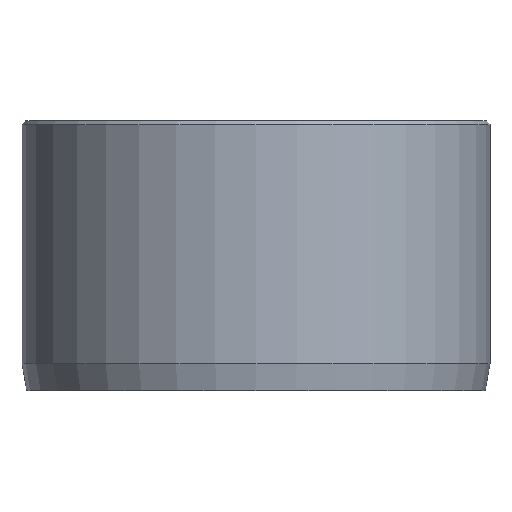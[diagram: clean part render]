
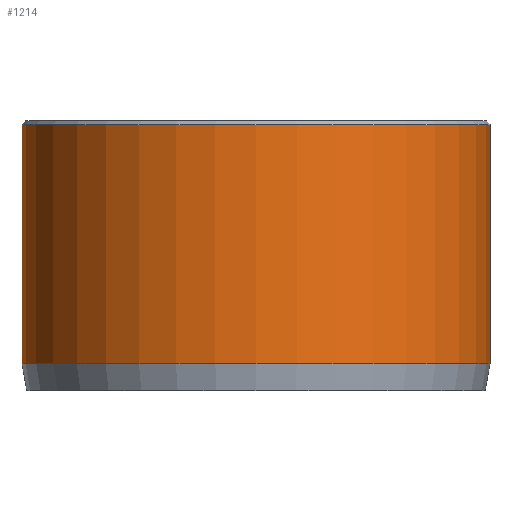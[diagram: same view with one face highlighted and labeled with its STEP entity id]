
A CAD part, front view. The second image highlights one B-rep face of the part: STEP entity #1214.
In plain terms, the highlighted cylindrical face has radius 13 mm (diameter 26 mm), a partial arc.
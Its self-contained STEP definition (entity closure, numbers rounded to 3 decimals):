
#3 = AXIS2_PLACEMENT_3D ( 'NONE', #741, #132, #1042 ) ;
#31 = ORIENTED_EDGE ( 'NONE', *, *, #891, .T. ) ;
#71 = CARTESIAN_POINT ( 'NONE',  ( 0., 0., 14.8 ) ) ;
#91 = DIRECTION ( 'NONE',  ( 0., 0., -1. ) ) ;
#105 = VERTEX_POINT ( 'NONE', #886 ) ;
#132 = DIRECTION ( 'NONE',  ( 0., 0., -1. ) ) ;
#172 = ORIENTED_EDGE ( 'NONE', *, *, #1153, .T. ) ;
#180 = VERTEX_POINT ( 'NONE', #508 ) ;
#182 = DIRECTION ( 'NONE',  ( 1., 0., 0. ) ) ;
#320 = CARTESIAN_POINT ( 'NONE',  ( -13., 0., 14.8 ) ) ;
#338 = DIRECTION ( 'NONE',  ( 0., 0., -1. ) ) ;
#348 = FACE_OUTER_BOUND ( 'NONE', #1135, .T. ) ;
#368 = CIRCLE ( 'NONE', #1040, 13. ) ;
#379 = ORIENTED_EDGE ( 'NONE', *, *, #955, .F. ) ;
#418 = ORIENTED_EDGE ( 'NONE', *, *, #1152, .T. ) ;
#496 = VERTEX_POINT ( 'NONE', #648 ) ;
#508 = CARTESIAN_POINT ( 'NONE',  ( 13., 0., 14.8 ) ) ;
#540 = VECTOR ( 'NONE', #91, 1000. ) ;
#541 = CARTESIAN_POINT ( 'NONE',  ( 0., 0., 1.5 ) ) ;
#616 = VECTOR ( 'NONE', #338, 1000. ) ;
#641 = DIRECTION ( 'NONE',  ( 1., 0., 0. ) ) ;
#645 = CIRCLE ( 'NONE', #970, 13. ) ;
#648 = CARTESIAN_POINT ( 'NONE',  ( -13., 0., 1.5 ) ) ;
#741 = CARTESIAN_POINT ( 'NONE',  ( 0., 0., 15. ) ) ;
#780 = DIRECTION ( 'NONE',  ( 0., 0., -1. ) ) ;
#811 = CYLINDRICAL_SURFACE ( 'NONE', #3, 13. ) ;
#827 = LINE ( 'NONE', #1268, #540 ) ;
#886 = CARTESIAN_POINT ( 'NONE',  ( 13., 0., 1.5 ) ) ;
#891 = EDGE_CURVE ( 'NONE', #180, #1046, #368, .T. ) ;
#955 = EDGE_CURVE ( 'NONE', #180, #105, #827, .T. ) ;
#970 = AXIS2_PLACEMENT_3D ( 'NONE', #541, #1217, #641 ) ;
#1023 = CARTESIAN_POINT ( 'NONE',  ( -13., 0., 15. ) ) ;
#1040 = AXIS2_PLACEMENT_3D ( 'NONE', #71, #780, #182 ) ;
#1042 = DIRECTION ( 'NONE',  ( -1., 0., 0. ) ) ;
#1046 = VERTEX_POINT ( 'NONE', #320 ) ;
#1135 = EDGE_LOOP ( 'NONE', ( #379, #31, #172, #418 ) ) ;
#1152 = EDGE_CURVE ( 'NONE', #496, #105, #645, .T. ) ;
#1153 = EDGE_CURVE ( 'NONE', #1046, #496, #1159, .T. ) ;
#1159 = LINE ( 'NONE', #1023, #616 ) ;
#1214 = ADVANCED_FACE ( 'NONE', ( #348 ), #811, .T. ) ;
#1217 = DIRECTION ( 'NONE',  ( 0., 0., 1. ) ) ;
#1268 = CARTESIAN_POINT ( 'NONE',  ( 13., 0., 15. ) ) ;
